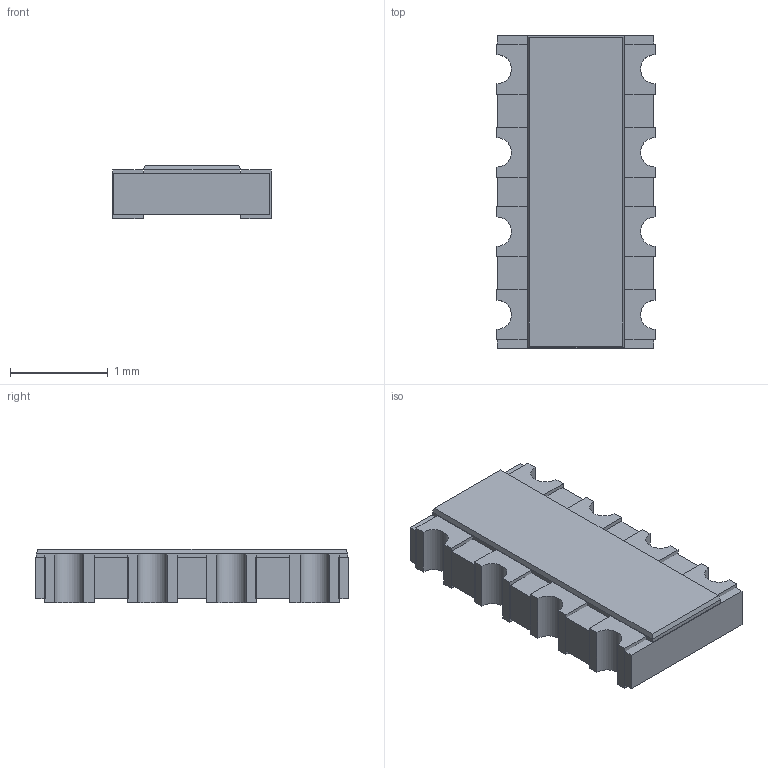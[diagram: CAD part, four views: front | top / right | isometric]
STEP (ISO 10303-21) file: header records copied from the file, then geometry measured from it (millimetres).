
FILE_DESCRIPTION(('FreeCAD Model'),'2;1');
FILE_NAME('R_Array_4x0603.step', '2016-06-03T12:21:59',('Author'),(''), 'Open CASCADE STEP processor 6.8','FreeCAD','Unknown');
FILE_SCHEMA(('AUTOMOTIVE_DESIGN_CC2 { 1 2 10303 214 -1 1 5 4 }'));
Length unit declared in the file: inch
Products named in the file (4): ASSEMBLY; central-body; sides001; top
Assembly tree (3 placements, depth 2):
  ASSEMBLY
    central-body
    sides001
    top
Bounding box: 1.62 x 3.2 x 0.55 mm (x, y, z)
Volume: 2.6 mm3; surface area: 30.2 mm2
Topology: 10 solids, 10 shells, 112 faces, 272 edges, 180 vertices
Faces by surface type: plane 100, cylinder 8, bspline 4
Entity records: 6961 total; most frequent: CARTESIAN_POINT 1237, DIRECTION 1031, LINE 767, VECTOR 767, ORIENTED_EDGE 544, PCURVE 544, DEFINITIONAL_REPRESENTATION 544, EDGE_CURVE 272
